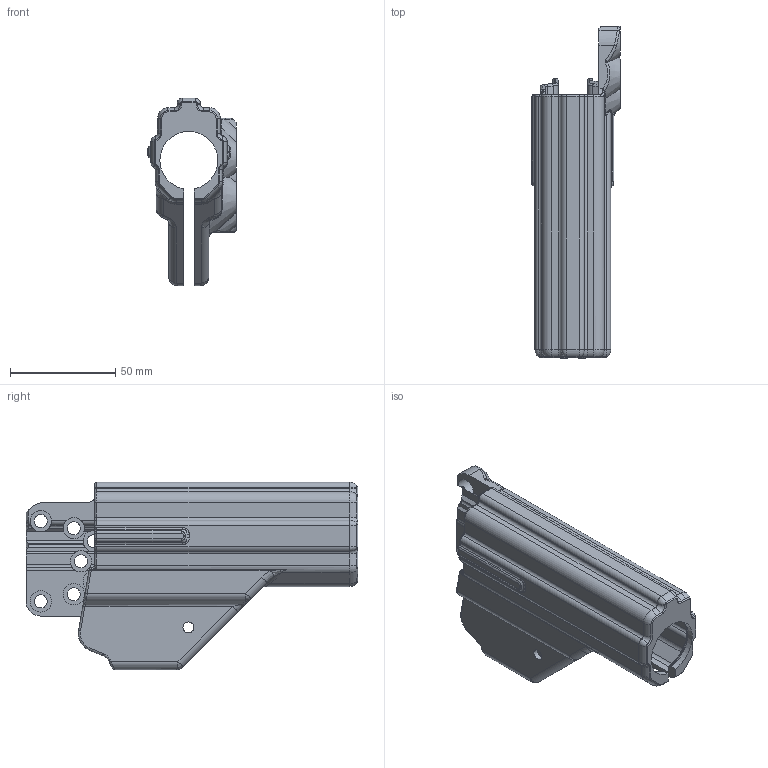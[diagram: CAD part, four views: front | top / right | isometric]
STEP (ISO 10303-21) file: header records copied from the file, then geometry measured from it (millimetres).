
FILE_DESCRIPTION(/* description */ ('Unknown'),/* implementation_level */ '2;1');
FILE_NAME(/* name */ 'CP33 Holster 1',/* time_stamp */ '2021-08-02T13:42:04-04:00',/* author */ ('Unknown'),/* organization */ ('Unknown'),/* preprocessor_version */ 'ST-DEVELOPER v16.7',/* originating_system */ 'Solid Edge',/* authorisation */ 'Unknown');
FILE_SCHEMA (('AUTOMOTIVE_DESIGN {1 0 10303 214 3 1 1}'));
Length unit declared in the file: millimetre
Products named in the file (1): CP33 Holster 1
Bounding box: 42 x 157.59 x 89 mm (x, y, z)
Volume: 69847.9 mm3; surface area: 51817 mm2
Topology: 1 solids, 1 shells, 609 faces, 1502 edges, 868 vertices
Faces by surface type: cylinder 222, plane 150, bspline 123, torus 54, cone 46, sphere 14
Full cylindrical faces by diameter (mm): 5.2 x2, 6.2 x7, 10.2 x7
Entity records: 19019 total; most frequent: CARTESIAN_POINT 5218, DIRECTION 2959, ORIENTED_EDGE 2896, EDGE_CURVE 1448, AXIS2_PLACEMENT_3D 1196, VERTEX_POINT 862, EDGE_LOOP 648, FACE_BOUND 648
